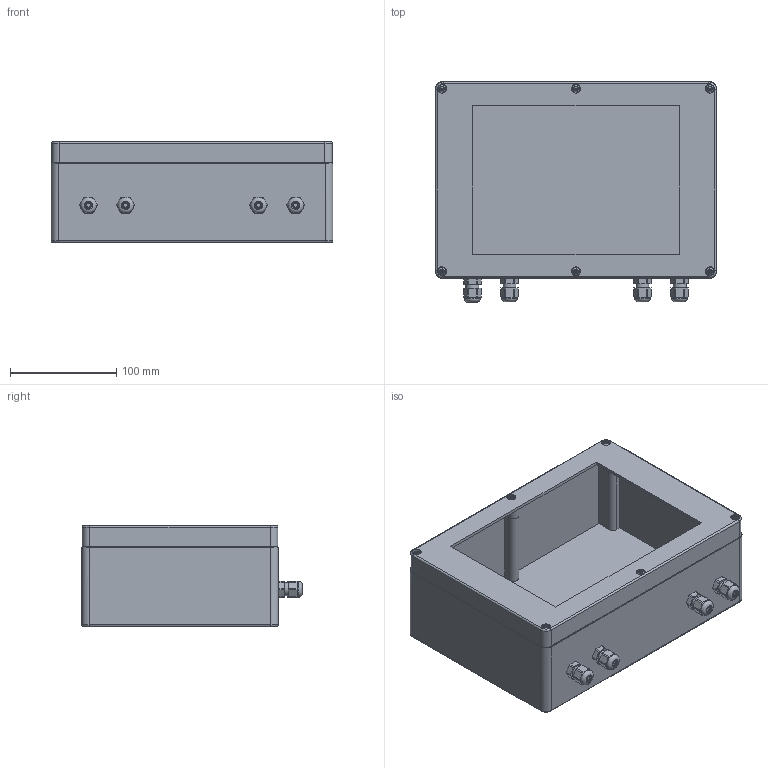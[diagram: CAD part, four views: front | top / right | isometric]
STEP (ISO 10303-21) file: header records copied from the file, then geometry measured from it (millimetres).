
FILE_DESCRIPTION(/* description */ (''),/* implementation_level */ '2;1');
FILE_NAME(/* name */ '3d_OBU01-HMI7_APONE.step',/* time_stamp */ '2021-08-04T13:41:43+02:00',/* author */ (''),/* organization */ (''),/* preprocessor_version */ 'ST-DEVELOPER v18.1',/* originating_system */ 'Autodesk Translation Framework v10.9.0.1377',/* authorisation */ '');
FILE_SCHEMA (('AUTOMOTIVE_DESIGN { 1 0 10303 214 3 1 1 }'));
Length unit declared in the file: millimetre
Products named in the file (3): HMI_07; M12_dlawnica; sruba_M4
Assembly tree (10 placements, depth 2):
  HMI_07
    M12_dlawnica  x4
    sruba_M4  x6
Bounding box: 265 x 207.5 x 95 mm (x, y, z)
Volume: 550990.5 mm3; surface area: 320595 mm2
Topology: 12 solids, 12 shells, 488 faces, 1150 edges, 732 vertices
Faces by surface type: plane 250, cylinder 138, cone 64, torus 36
Full cylindrical faces by diameter (mm): 4 x22, 5.5 x4, 6.5 x6, 8.5 x2, 9.957 x4, 11 x4, 12 x8, 15 x4
Entity records: 6460 total; most frequent: DIRECTION 1150, CARTESIAN_POINT 1129, ORIENTED_EDGE 1042, EDGE_CURVE 521, AXIS2_PLACEMENT_3D 426, VERTEX_POINT 333, LINE 298, VECTOR 298
